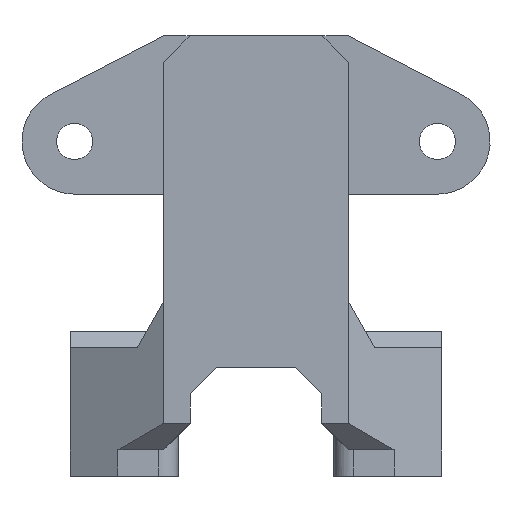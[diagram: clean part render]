
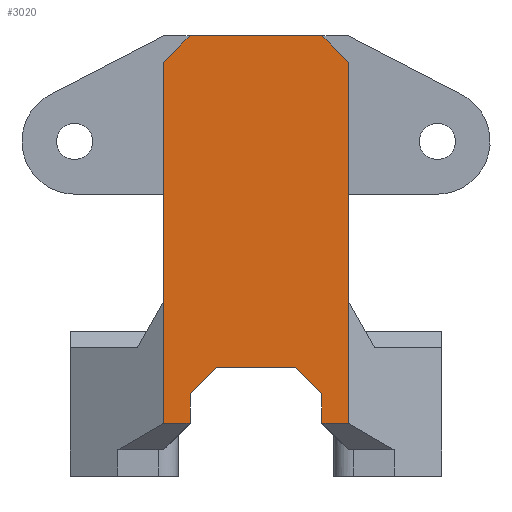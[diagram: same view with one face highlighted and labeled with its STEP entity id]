
A CAD part, left-side view. The second image highlights one B-rep face of the part: STEP entity #3020.
In plain terms, the highlighted planar face has unit normal (-1, 0, 0).
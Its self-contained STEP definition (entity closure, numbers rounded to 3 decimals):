
#225=FACE_OUTER_BOUND('',#387,.T.);
#387=EDGE_LOOP('',(#2206,#2207,#2208,#2209,#2210,#2211,#2212,#2213,#2214,
#2215,#2216,#2217,#2218,#2219));
#591=LINE('',#4417,#933);
#621=LINE('',#4484,#963);
#623=LINE('',#4488,#965);
#627=LINE('',#4496,#969);
#631=LINE('',#4503,#973);
#664=LINE('',#4607,#1006);
#667=LINE('',#4617,#1009);
#673=LINE('',#4630,#1015);
#677=LINE('',#4637,#1019);
#678=LINE('',#4639,#1020);
#679=LINE('',#4641,#1021);
#680=LINE('',#4643,#1022);
#681=LINE('',#4644,#1023);
#682=LINE('',#4645,#1024);
#933=VECTOR('',#3508,10.);
#963=VECTOR('',#3566,10.);
#965=VECTOR('',#3570,10.);
#969=VECTOR('',#3576,10.);
#973=VECTOR('',#3582,10.);
#1006=VECTOR('',#3677,10.);
#1009=VECTOR('',#3690,10.);
#1015=VECTOR('',#3702,10.);
#1019=VECTOR('',#3708,10.);
#1020=VECTOR('',#3709,10.);
#1021=VECTOR('',#3710,10.);
#1022=VECTOR('',#3711,10.);
#1023=VECTOR('',#3712,10.);
#1024=VECTOR('',#3713,10.);
#1263=VERTEX_POINT('',#4401);
#1268=VERTEX_POINT('',#4415);
#1277=VERTEX_POINT('',#4440);
#1290=VERTEX_POINT('',#4481);
#1291=VERTEX_POINT('',#4483);
#1292=VERTEX_POINT('',#4487);
#1294=VERTEX_POINT('',#4493);
#1295=VERTEX_POINT('',#4495);
#1297=VERTEX_POINT('',#4501);
#1337=VERTEX_POINT('',#4605);
#1339=VERTEX_POINT('',#4616);
#1346=VERTEX_POINT('',#4638);
#1347=VERTEX_POINT('',#4640);
#1348=VERTEX_POINT('',#4642);
#1574=EDGE_CURVE('',#1268,#1263,#591,.T.);
#1607=EDGE_CURVE('',#1290,#1291,#621,.T.);
#1609=EDGE_CURVE('',#1291,#1292,#623,.T.);
#1613=EDGE_CURVE('',#1294,#1295,#627,.T.);
#1617=EDGE_CURVE('',#1294,#1297,#631,.T.);
#1671=EDGE_CURVE('',#1337,#1297,#664,.T.);
#1676=EDGE_CURVE('',#1292,#1339,#667,.T.);
#1683=EDGE_CURVE('',#1339,#1277,#673,.T.);
#1687=EDGE_CURVE('',#1263,#1337,#677,.T.);
#1688=EDGE_CURVE('',#1346,#1268,#678,.T.);
#1689=EDGE_CURVE('',#1347,#1346,#679,.T.);
#1690=EDGE_CURVE('',#1348,#1347,#680,.T.);
#1691=EDGE_CURVE('',#1277,#1348,#681,.T.);
#1692=EDGE_CURVE('',#1295,#1290,#682,.T.);
#2206=ORIENTED_EDGE('',*,*,#1671,.F.);
#2207=ORIENTED_EDGE('',*,*,#1687,.F.);
#2208=ORIENTED_EDGE('',*,*,#1574,.F.);
#2209=ORIENTED_EDGE('',*,*,#1688,.F.);
#2210=ORIENTED_EDGE('',*,*,#1689,.F.);
#2211=ORIENTED_EDGE('',*,*,#1690,.F.);
#2212=ORIENTED_EDGE('',*,*,#1691,.F.);
#2213=ORIENTED_EDGE('',*,*,#1683,.F.);
#2214=ORIENTED_EDGE('',*,*,#1676,.F.);
#2215=ORIENTED_EDGE('',*,*,#1609,.F.);
#2216=ORIENTED_EDGE('',*,*,#1607,.F.);
#2217=ORIENTED_EDGE('',*,*,#1692,.F.);
#2218=ORIENTED_EDGE('',*,*,#1613,.F.);
#2219=ORIENTED_EDGE('',*,*,#1617,.T.);
#2893=PLANE('',#3226);
#3020=ADVANCED_FACE('',(#225),#2893,.F.);
#3226=AXIS2_PLACEMENT_3D('',#4636,#3706,#3707);
#3508=DIRECTION('',(0.,0.,-1.));
#3566=DIRECTION('',(0.,0.707,-0.707));
#3570=DIRECTION('',(0.,0.,-1.));
#3576=DIRECTION('',(0.,0.707,0.707));
#3582=DIRECTION('',(0.,0.,-1.));
#3677=DIRECTION('',(0.,1.,0.));
#3690=DIRECTION('',(0.,1.,0.));
#3702=DIRECTION('',(0.,0.,1.));
#3706=DIRECTION('center_axis',(1.,0.,0.));
#3707=DIRECTION('ref_axis',(0.,0.,-1.));
#3708=DIRECTION('',(0.,0.,-1.));
#3709=DIRECTION('',(0.,-0.707,-0.707));
#3710=DIRECTION('',(0.,-1.,0.));
#3711=DIRECTION('',(0.,-0.707,0.707));
#3712=DIRECTION('',(0.,0.,1.));
#3713=DIRECTION('',(0.,1.,0.));
#4401=CARTESIAN_POINT('',(-18.5,-14.,-4.25));
#4415=CARTESIAN_POINT('',(-18.5,-14.,32.));
#4417=CARTESIAN_POINT('',(-18.5,-14.,32.));
#4440=CARTESIAN_POINT('',(-18.5,14.,-4.25));
#4481=CARTESIAN_POINT('',(-18.5,6.,-14.25));
#4483=CARTESIAN_POINT('',(-18.5,10.,-18.25));
#4484=CARTESIAN_POINT('',(-18.5,-4.063,-4.188));
#4487=CARTESIAN_POINT('',(-18.5,10.,-22.75));
#4488=CARTESIAN_POINT('',(-18.5,10.,-14.25));
#4493=CARTESIAN_POINT('',(-18.5,-10.,-18.25));
#4495=CARTESIAN_POINT('',(-18.5,-6.,-14.25));
#4496=CARTESIAN_POINT('',(-18.5,4.063,-4.188));
#4501=CARTESIAN_POINT('',(-18.5,-10.,-22.75));
#4503=CARTESIAN_POINT('',(-18.5,-10.,-14.25));
#4605=CARTESIAN_POINT('',(-18.5,-14.,-22.75));
#4607=CARTESIAN_POINT('',(-18.5,-7.732,-22.75));
#4616=CARTESIAN_POINT('',(-18.5,14.,-22.75));
#4617=CARTESIAN_POINT('',(-18.5,7.732,-22.75));
#4630=CARTESIAN_POINT('',(-18.5,14.,12.));
#4636=CARTESIAN_POINT('Origin',(-18.5,0.,24.));
#4637=CARTESIAN_POINT('',(-18.5,-14.,32.));
#4638=CARTESIAN_POINT('',(-18.5,-10.,36.));
#4639=CARTESIAN_POINT('',(-18.5,-10.,36.));
#4640=CARTESIAN_POINT('',(-18.5,10.,36.));
#4641=CARTESIAN_POINT('',(-18.5,10.,36.));
#4642=CARTESIAN_POINT('',(-18.5,14.,32.));
#4643=CARTESIAN_POINT('',(-18.5,14.,32.));
#4644=CARTESIAN_POINT('',(-18.5,14.,12.));
#4645=CARTESIAN_POINT('',(-18.5,-14.,-14.25));
